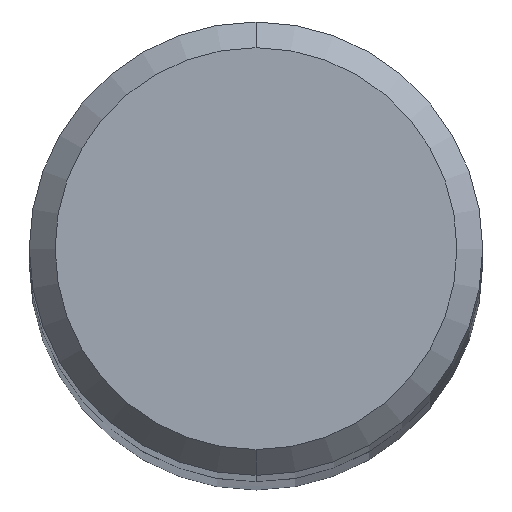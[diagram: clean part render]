
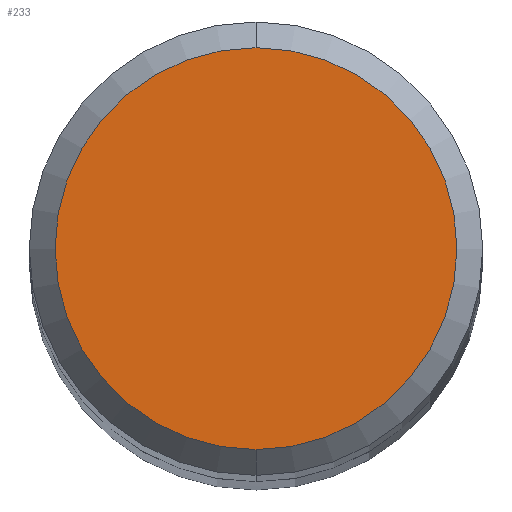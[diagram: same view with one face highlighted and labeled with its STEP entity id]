
A CAD part, top view. The second image highlights one B-rep face of the part: STEP entity #233.
In plain terms, the highlighted planar face has unit normal (0, 0, 1).
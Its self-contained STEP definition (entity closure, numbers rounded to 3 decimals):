
#233=ADVANCED_FACE('',(#515),#516,.T.);
#343=VERTEX_POINT('',#636);
#373=VERTEX_POINT('',#669);
#387=EDGE_CURVE('',#373,#343,#684,.T.);
#395=EDGE_CURVE('',#343,#373,#692,.T.);
#515=FACE_OUTER_BOUND('',#892,.T.);
#516=PLANE('',#893);
#636=CARTESIAN_POINT('',(0.0,3.9,0.0));
#669=CARTESIAN_POINT('',(0.,-3.9,0.0));
#684=CIRCLE('',#1277,3.9);
#692=CIRCLE('',#1306,3.9);
#892=EDGE_LOOP('',(#1434,#1435));
#893=AXIS2_PLACEMENT_3D('',#1436,#1437,#1438);
#1277=AXIS2_PLACEMENT_3D('',#1606,#1607,#1608);
#1306=AXIS2_PLACEMENT_3D('',#1611,#1612,#1613);
#1434=ORIENTED_EDGE('',*,*,#395,.F.);
#1435=ORIENTED_EDGE('',*,*,#387,.F.);
#1436=CARTESIAN_POINT('',(0.0,1.95,0.0));
#1437=DIRECTION('',(-0.0,0.0,1.0));
#1438=DIRECTION('',(0.0,-1.0,0.0));
#1606=CARTESIAN_POINT('',(0.0,0.0,0.0));
#1607=DIRECTION('',(0.0,0.0,-1.0));
#1608=DIRECTION('',(0.0,1.0,0.0));
#1611=CARTESIAN_POINT('',(0.0,0.0,0.0));
#1612=DIRECTION('',(0.0,0.0,-1.0));
#1613=DIRECTION('',(0.0,1.0,0.0));
